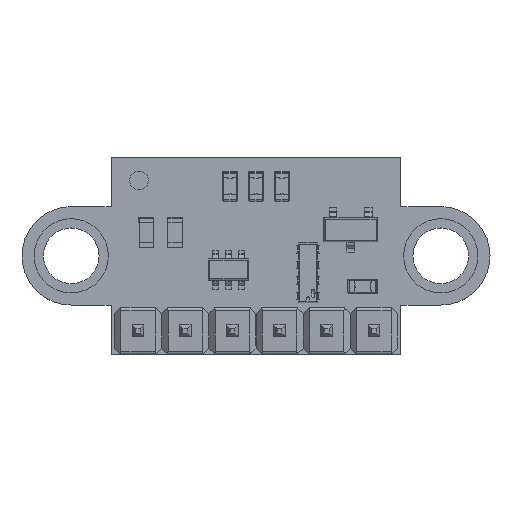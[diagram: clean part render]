
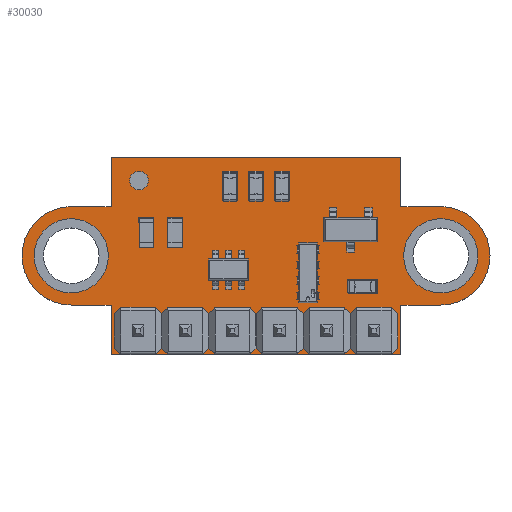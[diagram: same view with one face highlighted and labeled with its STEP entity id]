
A CAD part, top view. The second image highlights one B-rep face of the part: STEP entity #30030.
In plain terms, the highlighted planar face has unit normal (0, 0, 1).
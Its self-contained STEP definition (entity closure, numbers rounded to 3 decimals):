
#2309=FACE_BOUND('',#6024,.T.);
#2310=FACE_BOUND('',#6025,.T.);
#2311=FACE_BOUND('',#6026,.T.);
#2312=FACE_BOUND('',#6027,.T.);
#2313=FACE_BOUND('',#6028,.T.);
#2314=FACE_BOUND('',#6029,.T.);
#2315=FACE_BOUND('',#6030,.T.);
#2316=FACE_BOUND('',#6031,.T.);
#2317=FACE_BOUND('',#6032,.T.);
#2892=PLANE('',#32502);
#4264=FACE_OUTER_BOUND('',#6023,.T.);
#6023=EDGE_LOOP('',(#24490,#24491,#24492,#24493,#24494,#24495,#24496,#24497,
#24498,#24499,#24500,#24501));
#6024=EDGE_LOOP('',(#24502));
#6025=EDGE_LOOP('',(#24503));
#6026=EDGE_LOOP('',(#24504));
#6027=EDGE_LOOP('',(#24505));
#6028=EDGE_LOOP('',(#24506));
#6029=EDGE_LOOP('',(#24507));
#6030=EDGE_LOOP('',(#24508));
#6031=EDGE_LOOP('',(#24509));
#6032=EDGE_LOOP('',(#24510));
#8306=LINE('',#50676,#11165);
#8309=LINE('',#50682,#11168);
#8312=LINE('',#50688,#11171);
#8315=LINE('',#50694,#11174);
#8319=LINE('',#50706,#11178);
#8322=LINE('',#50712,#11181);
#8325=LINE('',#50718,#11184);
#8328=LINE('',#50724,#11187);
#8331=LINE('',#50730,#11190);
#8335=LINE('',#50740,#11194);
#11165=VECTOR('',#37011,10.);
#11168=VECTOR('',#37016,10.);
#11171=VECTOR('',#37021,10.);
#11174=VECTOR('',#37026,10.);
#11178=VECTOR('',#37038,10.);
#11181=VECTOR('',#37043,10.);
#11184=VECTOR('',#37048,10.);
#11187=VECTOR('',#37053,10.);
#11190=VECTOR('',#37058,10.);
#11194=VECTOR('',#37070,10.);
#13011=CIRCLE('',#32460,0.7);
#13013=CIRCLE('',#32463,2.);
#13015=CIRCLE('',#32466,0.5);
#13017=CIRCLE('',#32469,0.7);
#13019=CIRCLE('',#32472,0.7);
#13021=CIRCLE('',#32475,0.7);
#13023=CIRCLE('',#32478,0.7);
#13025=CIRCLE('',#32481,0.7);
#13027=CIRCLE('',#32484,2.);
#13030=CIRCLE('',#32492,2.65);
#13032=CIRCLE('',#32500,2.65);
#14369=VERTEX_POINT('',#50616);
#14371=VERTEX_POINT('',#50622);
#14373=VERTEX_POINT('',#50628);
#14375=VERTEX_POINT('',#50634);
#14377=VERTEX_POINT('',#50640);
#14379=VERTEX_POINT('',#50646);
#14381=VERTEX_POINT('',#50652);
#14383=VERTEX_POINT('',#50658);
#14385=VERTEX_POINT('',#50664);
#14389=VERTEX_POINT('',#50673);
#14390=VERTEX_POINT('',#50675);
#14392=VERTEX_POINT('',#50681);
#14394=VERTEX_POINT('',#50687);
#14396=VERTEX_POINT('',#50693);
#14398=VERTEX_POINT('',#50699);
#14400=VERTEX_POINT('',#50705);
#14402=VERTEX_POINT('',#50711);
#14404=VERTEX_POINT('',#50717);
#14406=VERTEX_POINT('',#50723);
#14408=VERTEX_POINT('',#50729);
#14410=VERTEX_POINT('',#50735);
#17959=EDGE_CURVE('',#14369,#14369,#13011,.T.);
#17962=EDGE_CURVE('',#14371,#14371,#13013,.T.);
#17965=EDGE_CURVE('',#14373,#14373,#13015,.T.);
#17968=EDGE_CURVE('',#14375,#14375,#13017,.T.);
#17971=EDGE_CURVE('',#14377,#14377,#13019,.T.);
#17974=EDGE_CURVE('',#14379,#14379,#13021,.T.);
#17977=EDGE_CURVE('',#14381,#14381,#13023,.T.);
#17980=EDGE_CURVE('',#14383,#14383,#13025,.T.);
#17983=EDGE_CURVE('',#14385,#14385,#13027,.T.);
#17988=EDGE_CURVE('',#14390,#14389,#8306,.T.);
#17991=EDGE_CURVE('',#14392,#14390,#8309,.T.);
#17994=EDGE_CURVE('',#14394,#14392,#8312,.T.);
#17997=EDGE_CURVE('',#14396,#14394,#8315,.T.);
#18000=EDGE_CURVE('',#14398,#14396,#13030,.T.);
#18003=EDGE_CURVE('',#14400,#14398,#8319,.T.);
#18006=EDGE_CURVE('',#14402,#14400,#8322,.T.);
#18009=EDGE_CURVE('',#14404,#14402,#8325,.T.);
#18012=EDGE_CURVE('',#14406,#14404,#8328,.T.);
#18015=EDGE_CURVE('',#14408,#14406,#8331,.T.);
#18018=EDGE_CURVE('',#14410,#14408,#13032,.T.);
#18021=EDGE_CURVE('',#14389,#14410,#8335,.T.);
#24490=ORIENTED_EDGE('',*,*,#18021,.T.);
#24491=ORIENTED_EDGE('',*,*,#18018,.T.);
#24492=ORIENTED_EDGE('',*,*,#18015,.T.);
#24493=ORIENTED_EDGE('',*,*,#18012,.T.);
#24494=ORIENTED_EDGE('',*,*,#18009,.T.);
#24495=ORIENTED_EDGE('',*,*,#18006,.T.);
#24496=ORIENTED_EDGE('',*,*,#18003,.T.);
#24497=ORIENTED_EDGE('',*,*,#18000,.T.);
#24498=ORIENTED_EDGE('',*,*,#17997,.T.);
#24499=ORIENTED_EDGE('',*,*,#17994,.T.);
#24500=ORIENTED_EDGE('',*,*,#17991,.T.);
#24501=ORIENTED_EDGE('',*,*,#17988,.T.);
#24502=ORIENTED_EDGE('',*,*,#17983,.T.);
#24503=ORIENTED_EDGE('',*,*,#17980,.T.);
#24504=ORIENTED_EDGE('',*,*,#17977,.T.);
#24505=ORIENTED_EDGE('',*,*,#17974,.T.);
#24506=ORIENTED_EDGE('',*,*,#17971,.T.);
#24507=ORIENTED_EDGE('',*,*,#17968,.T.);
#24508=ORIENTED_EDGE('',*,*,#17965,.T.);
#24509=ORIENTED_EDGE('',*,*,#17962,.T.);
#24510=ORIENTED_EDGE('',*,*,#17959,.T.);
#30030=ADVANCED_FACE('',(#4264,#2309,#2310,#2311,#2312,#2313,#2314,#2315,
#2316,#2317),#2892,.T.);
#32460=AXIS2_PLACEMENT_3D('',#50617,#36946,#36947);
#32463=AXIS2_PLACEMENT_3D('',#50623,#36953,#36954);
#32466=AXIS2_PLACEMENT_3D('',#50629,#36960,#36961);
#32469=AXIS2_PLACEMENT_3D('',#50635,#36967,#36968);
#32472=AXIS2_PLACEMENT_3D('',#50641,#36974,#36975);
#32475=AXIS2_PLACEMENT_3D('',#50647,#36981,#36982);
#32478=AXIS2_PLACEMENT_3D('',#50653,#36988,#36989);
#32481=AXIS2_PLACEMENT_3D('',#50659,#36995,#36996);
#32484=AXIS2_PLACEMENT_3D('',#50665,#37002,#37003);
#32492=AXIS2_PLACEMENT_3D('',#50700,#37032,#37033);
#32500=AXIS2_PLACEMENT_3D('',#50736,#37064,#37065);
#32502=AXIS2_PLACEMENT_3D('',#50741,#37071,#37072);
#36946=DIRECTION('center_axis',(0.,0.,-1.));
#36947=DIRECTION('ref_axis',(1.,0.,0.));
#36953=DIRECTION('center_axis',(0.,0.,-1.));
#36954=DIRECTION('ref_axis',(1.,0.,0.));
#36960=DIRECTION('center_axis',(0.,0.,-1.));
#36961=DIRECTION('ref_axis',(1.,0.,0.));
#36967=DIRECTION('center_axis',(0.,0.,-1.));
#36968=DIRECTION('ref_axis',(1.,0.,0.));
#36974=DIRECTION('center_axis',(0.,0.,-1.));
#36975=DIRECTION('ref_axis',(1.,0.,0.));
#36981=DIRECTION('center_axis',(0.,0.,-1.));
#36982=DIRECTION('ref_axis',(1.,0.,0.));
#36988=DIRECTION('center_axis',(0.,0.,-1.));
#36989=DIRECTION('ref_axis',(1.,0.,0.));
#36995=DIRECTION('center_axis',(0.,0.,-1.));
#36996=DIRECTION('ref_axis',(1.,0.,0.));
#37002=DIRECTION('center_axis',(0.,0.,-1.));
#37003=DIRECTION('ref_axis',(1.,0.,0.));
#37011=DIRECTION('',(0.,-1.,0.));
#37016=DIRECTION('',(-1.,0.,0.));
#37021=DIRECTION('',(0.,1.,0.));
#37026=DIRECTION('',(-1.,0.,0.));
#37032=DIRECTION('center_axis',(0.,0.,1.));
#37033=DIRECTION('ref_axis',(1.,0.,0.));
#37038=DIRECTION('',(1.,0.,0.));
#37043=DIRECTION('',(0.,1.,0.));
#37048=DIRECTION('',(1.,0.,0.));
#37053=DIRECTION('',(0.,-1.,0.));
#37058=DIRECTION('',(1.,0.,0.));
#37064=DIRECTION('center_axis',(0.,0.,1.));
#37065=DIRECTION('ref_axis',(1.,0.,0.));
#37070=DIRECTION('',(-1.,0.,0.));
#37071=DIRECTION('center_axis',(0.,0.,1.));
#37072=DIRECTION('ref_axis',(1.,0.,0.));
#50616=CARTESIAN_POINT('',(-1.97,-4.05,1.6));
#50617=CARTESIAN_POINT('Origin',(-1.27,-4.05,1.6));
#50622=CARTESIAN_POINT('',(-11.95,0.,1.6));
#50623=CARTESIAN_POINT('Origin',(-9.95,0.,1.6));
#50628=CARTESIAN_POINT('',(-6.8,4.05,1.6));
#50629=CARTESIAN_POINT('Origin',(-6.3,4.05,1.6));
#50634=CARTESIAN_POINT('',(-7.05,-4.05,1.6));
#50635=CARTESIAN_POINT('Origin',(-6.35,-4.05,1.6));
#50640=CARTESIAN_POINT('',(5.65,-4.05,1.6));
#50641=CARTESIAN_POINT('Origin',(6.35,-4.05,1.6));
#50646=CARTESIAN_POINT('',(3.11,-4.05,1.6));
#50647=CARTESIAN_POINT('Origin',(3.81,-4.05,1.6));
#50652=CARTESIAN_POINT('',(-4.51,-4.05,1.6));
#50653=CARTESIAN_POINT('Origin',(-3.81,-4.05,1.6));
#50658=CARTESIAN_POINT('',(0.57,-4.05,1.6));
#50659=CARTESIAN_POINT('Origin',(1.27,-4.05,1.6));
#50664=CARTESIAN_POINT('',(7.95,0.,1.6));
#50665=CARTESIAN_POINT('Origin',(9.95,0.,1.6));
#50673=CARTESIAN_POINT('',(-7.8,2.65,1.6));
#50675=CARTESIAN_POINT('',(-7.8,5.3,1.6));
#50676=CARTESIAN_POINT('',(-7.8,-5.3,1.6));
#50681=CARTESIAN_POINT('',(7.8,5.3,1.6));
#50682=CARTESIAN_POINT('',(-7.8,5.3,1.6));
#50687=CARTESIAN_POINT('',(7.8,2.65,1.6));
#50688=CARTESIAN_POINT('',(7.8,5.3,1.6));
#50693=CARTESIAN_POINT('',(9.95,2.65,1.6));
#50694=CARTESIAN_POINT('',(7.8,2.65,1.6));
#50699=CARTESIAN_POINT('',(9.95,-2.65,1.6));
#50700=CARTESIAN_POINT('Origin',(9.95,0.,1.6));
#50705=CARTESIAN_POINT('',(7.8,-2.65,1.6));
#50706=CARTESIAN_POINT('',(7.8,-2.65,1.6));
#50711=CARTESIAN_POINT('',(7.8,-5.3,1.6));
#50712=CARTESIAN_POINT('',(7.8,5.3,1.6));
#50717=CARTESIAN_POINT('',(-7.8,-5.3,1.6));
#50718=CARTESIAN_POINT('',(7.8,-5.3,1.6));
#50723=CARTESIAN_POINT('',(-7.8,-2.65,1.6));
#50724=CARTESIAN_POINT('',(-7.8,-5.3,1.6));
#50729=CARTESIAN_POINT('',(-9.95,-2.65,1.6));
#50730=CARTESIAN_POINT('',(-7.8,-2.65,1.6));
#50735=CARTESIAN_POINT('',(-9.95,2.65,1.6));
#50736=CARTESIAN_POINT('Origin',(-9.95,0.,1.6));
#50740=CARTESIAN_POINT('',(-7.8,2.65,1.6));
#50741=CARTESIAN_POINT('Origin',(0.,0.,1.6));
